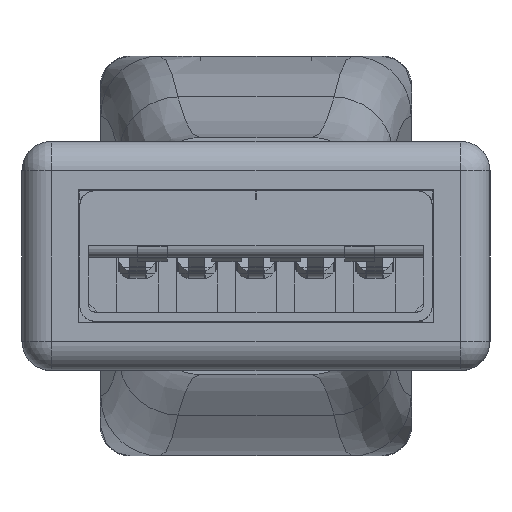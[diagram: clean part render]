
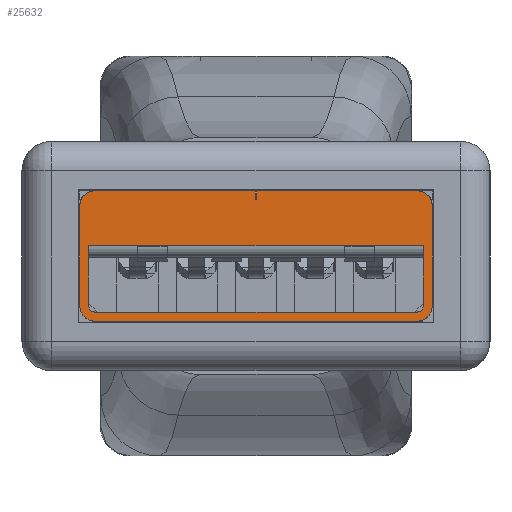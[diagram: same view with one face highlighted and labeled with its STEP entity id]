
A CAD part, left-side view. The second image highlights one B-rep face of the part: STEP entity #25632.
In plain terms, the highlighted planar face has unit normal (-1, 0, 0).
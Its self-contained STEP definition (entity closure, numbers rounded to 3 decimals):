
#778=CIRCLE('',#26867,0.2);
#779=CIRCLE('',#26870,0.2);
#811=CIRCLE('',#26955,0.5);
#812=CIRCLE('',#26956,0.5);
#813=CIRCLE('',#26957,0.5);
#814=CIRCLE('',#26958,0.5);
#4458=ORIENTED_EDGE('',*,*,#8209,.F.);
#4459=ORIENTED_EDGE('',*,*,#8208,.T.);
#4460=ORIENTED_EDGE('',*,*,#8205,.F.);
#4461=ORIENTED_EDGE('',*,*,#8203,.F.);
#4462=ORIENTED_EDGE('',*,*,#8201,.F.);
#4463=ORIENTED_EDGE('',*,*,#8191,.F.);
#4464=ORIENTED_EDGE('',*,*,#8345,.T.);
#4465=ORIENTED_EDGE('',*,*,#8188,.T.);
#4466=ORIENTED_EDGE('',*,*,#8349,.F.);
#4467=ORIENTED_EDGE('',*,*,#8350,.F.);
#4468=ORIENTED_EDGE('',*,*,#8351,.F.);
#4469=ORIENTED_EDGE('',*,*,#8352,.F.);
#4470=ORIENTED_EDGE('',*,*,#8353,.F.);
#4471=ORIENTED_EDGE('',*,*,#8354,.F.);
#4472=ORIENTED_EDGE('',*,*,#8355,.F.);
#4473=ORIENTED_EDGE('',*,*,#8356,.F.);
#4474=ORIENTED_EDGE('',*,*,#8357,.F.);
#4475=ORIENTED_EDGE('',*,*,#8358,.F.);
#8188=EDGE_CURVE('',#10416,#10415,#12415,.T.);
#8191=EDGE_CURVE('',#10417,#10418,#778,.T.);
#8201=EDGE_CURVE('',#10418,#10427,#12427,.T.);
#8203=EDGE_CURVE('',#10427,#10428,#779,.T.);
#8205=EDGE_CURVE('',#10428,#10429,#12430,.T.);
#8208=EDGE_CURVE('',#10430,#10429,#12431,.T.);
#8209=EDGE_CURVE('',#10430,#10417,#12432,.T.);
#8345=EDGE_CURVE('',#10522,#10416,#12535,.T.);
#8349=EDGE_CURVE('',#10524,#10415,#12539,.T.);
#8350=EDGE_CURVE('',#10525,#10524,#12540,.T.);
#8351=EDGE_CURVE('',#10526,#10525,#811,.T.);
#8352=EDGE_CURVE('',#10527,#10526,#12541,.T.);
#8353=EDGE_CURVE('',#10528,#10527,#812,.T.);
#8354=EDGE_CURVE('',#10529,#10528,#12542,.T.);
#8355=EDGE_CURVE('',#10530,#10529,#813,.T.);
#8356=EDGE_CURVE('',#10531,#10530,#12543,.T.);
#8357=EDGE_CURVE('',#10532,#10531,#814,.T.);
#8358=EDGE_CURVE('',#10522,#10532,#12544,.T.);
#10415=VERTEX_POINT('',#36141);
#10416=VERTEX_POINT('',#36143);
#10417=VERTEX_POINT('',#36147);
#10418=VERTEX_POINT('',#36149);
#10427=VERTEX_POINT('',#36169);
#10428=VERTEX_POINT('',#36173);
#10429=VERTEX_POINT('',#36177);
#10430=VERTEX_POINT('',#36181);
#10522=VERTEX_POINT('',#36510);
#10524=VERTEX_POINT('',#36519);
#10525=VERTEX_POINT('',#36523);
#10526=VERTEX_POINT('',#36525);
#10527=VERTEX_POINT('',#36527);
#10528=VERTEX_POINT('',#36529);
#10529=VERTEX_POINT('',#36531);
#10530=VERTEX_POINT('',#36533);
#10531=VERTEX_POINT('',#36535);
#10532=VERTEX_POINT('',#36537);
#12415=LINE('',#36142,#14404);
#12427=LINE('',#36168,#14416);
#12430=LINE('',#36176,#14419);
#12431=LINE('',#36182,#14420);
#12432=LINE('',#36184,#14421);
#12535=LINE('',#36512,#14524);
#12539=LINE('',#36520,#14528);
#12540=LINE('',#36522,#14529);
#12541=LINE('',#36526,#14530);
#12542=LINE('',#36530,#14531);
#12543=LINE('',#36534,#14532);
#12544=LINE('',#36538,#14533);
#14404=VECTOR('',#30548,1000.);
#14416=VECTOR('',#30566,1000.);
#14419=VECTOR('',#30575,1000.);
#14420=VECTOR('',#30582,1000.);
#14421=VECTOR('',#30585,1000.);
#14524=VECTOR('',#30840,1000.);
#14528=VECTOR('',#30848,1000.);
#14529=VECTOR('',#30851,1000.);
#14530=VECTOR('',#30854,1000.);
#14531=VECTOR('',#30857,1000.);
#14532=VECTOR('',#30860,1000.);
#14533=VECTOR('',#30863,1000.);
#15780=EDGE_LOOP('',(#4458,#4459,#4460,#4461,#4462,#4463));
#15781=EDGE_LOOP('',(#4464,#4465,#4466,#4467,#4468,#4469,#4470,#4471,#4472,
#4473,#4474,#4475));
#16860=FACE_BOUND('',#15780,.T.);
#16861=FACE_BOUND('',#15781,.T.);
#17773=PLANE('',#26954);
#25632=ADVANCED_FACE('',(#16860,#16861),#17773,.T.);
#26867=AXIS2_PLACEMENT_3D('',#36148,#30553,#30554);
#26870=AXIS2_PLACEMENT_3D('',#36172,#30570,#30571);
#26954=AXIS2_PLACEMENT_3D('',#36521,#30849,#30850);
#26955=AXIS2_PLACEMENT_3D('',#36524,#30852,#30853);
#26956=AXIS2_PLACEMENT_3D('',#36528,#30855,#30856);
#26957=AXIS2_PLACEMENT_3D('',#36532,#30858,#30859);
#26958=AXIS2_PLACEMENT_3D('',#36536,#30861,#30862);
#30548=DIRECTION('',(0.,1.,0.));
#30553=DIRECTION('',(-1.,0.,0.));
#30554=DIRECTION('',(0.,0.,1.));
#30566=DIRECTION('',(0.,-1.,0.));
#30570=DIRECTION('',(-1.,0.,0.));
#30571=DIRECTION('',(0.,0.,1.));
#30575=DIRECTION('',(0.,0.,1.));
#30582=DIRECTION('',(0.,-1.,0.));
#30585=DIRECTION('',(0.,0.,-1.));
#30840=DIRECTION('',(0.,0.,-1.));
#30848=DIRECTION('',(0.,0.,-1.));
#30849=DIRECTION('',(-1.,0.,0.));
#30850=DIRECTION('',(0.,0.,1.));
#30851=DIRECTION('',(0.,-1.,0.));
#30852=DIRECTION('',(1.,0.,0.));
#30853=DIRECTION('',(0.,1.,0.));
#30854=DIRECTION('',(0.,0.,1.));
#30855=DIRECTION('',(1.,0.,0.));
#30856=DIRECTION('',(0.,-1.,0.));
#30857=DIRECTION('',(0.,1.,0.));
#30858=DIRECTION('',(1.,0.,0.));
#30859=DIRECTION('',(0.,1.,0.));
#30860=DIRECTION('',(0.,0.,-1.));
#30861=DIRECTION('',(1.,0.,0.));
#30862=DIRECTION('',(0.,1.,0.));
#30863=DIRECTION('',(0.,-1.,0.));
#36141=CARTESIAN_POINT('',(-198.188,2.689,7.492));
#36142=CARTESIAN_POINT('',(-198.188,-2.986,7.492));
#36143=CARTESIAN_POINT('',(-198.188,2.639,7.492));
#36147=CARTESIAN_POINT('',(-198.188,8.314,3.892));
#36148=CARTESIAN_POINT('',(-198.188,8.114,3.892));
#36149=CARTESIAN_POINT('',(-198.188,8.114,3.692));
#36168=CARTESIAN_POINT('',(-198.188,-2.786,3.692));
#36169=CARTESIAN_POINT('',(-198.188,-2.786,3.692));
#36172=CARTESIAN_POINT('',(-198.188,-2.786,3.892));
#36173=CARTESIAN_POINT('',(-198.188,-2.986,3.892));
#36176=CARTESIAN_POINT('',(-198.188,-2.986,7.292));
#36177=CARTESIAN_POINT('',(-198.188,-2.986,5.942));
#36181=CARTESIAN_POINT('',(-198.188,8.314,5.942));
#36182=CARTESIAN_POINT('',(-198.188,-2.986,5.942));
#36184=CARTESIAN_POINT('',(-198.188,8.314,3.892));
#36510=CARTESIAN_POINT('',(-198.188,2.639,7.792));
#36512=CARTESIAN_POINT('',(-198.188,2.639,7.792));
#36519=CARTESIAN_POINT('',(-198.188,2.689,7.792));
#36520=CARTESIAN_POINT('',(-198.188,2.689,7.792));
#36521=CARTESIAN_POINT('',(-198.188,2.664,5.592));
#36522=CARTESIAN_POINT('',(-198.188,8.114,7.792));
#36523=CARTESIAN_POINT('',(-198.188,8.114,7.792));
#36524=CARTESIAN_POINT('',(-198.188,8.114,7.292));
#36525=CARTESIAN_POINT('',(-198.188,8.614,7.292));
#36526=CARTESIAN_POINT('',(-198.188,8.614,3.892));
#36527=CARTESIAN_POINT('',(-198.188,8.614,3.892));
#36528=CARTESIAN_POINT('',(-198.188,8.114,3.892));
#36529=CARTESIAN_POINT('',(-198.188,8.114,3.392));
#36530=CARTESIAN_POINT('',(-198.188,-2.786,3.392));
#36531=CARTESIAN_POINT('',(-198.188,-2.786,3.392));
#36532=CARTESIAN_POINT('',(-198.188,-2.786,3.892));
#36533=CARTESIAN_POINT('',(-198.188,-3.286,3.892));
#36534=CARTESIAN_POINT('',(-198.188,-3.286,7.292));
#36535=CARTESIAN_POINT('',(-198.188,-3.286,7.292));
#36536=CARTESIAN_POINT('',(-198.188,-2.786,7.292));
#36537=CARTESIAN_POINT('',(-198.188,-2.786,7.792));
#36538=CARTESIAN_POINT('',(-198.188,2.639,7.792));
